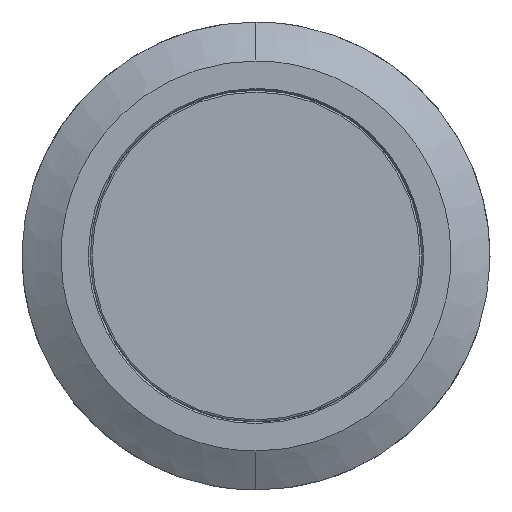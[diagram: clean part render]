
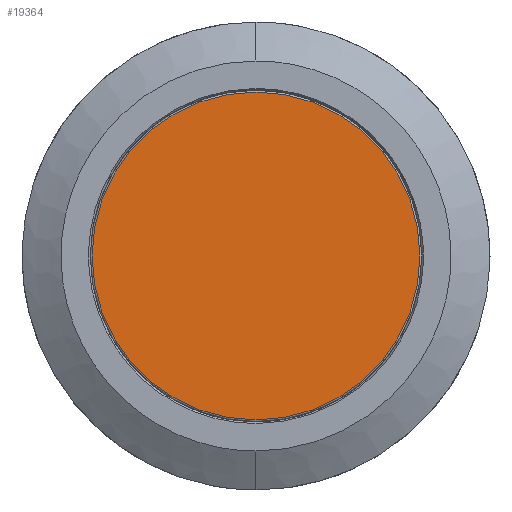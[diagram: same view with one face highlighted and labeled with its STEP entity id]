
A CAD part, left-side view. The second image highlights one B-rep face of the part: STEP entity #19364.
In plain terms, the highlighted planar face has unit normal (-1, 0, 0).
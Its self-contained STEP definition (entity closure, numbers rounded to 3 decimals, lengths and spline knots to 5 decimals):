
#148=CIRCLE('',#20368,0.24823);
#988=FACE_OUTER_BOUND('',#2015,.T.);
#2015=EDGE_LOOP('',(#14968));
#8307=VERTEX_POINT('',#32399);
#10712=EDGE_CURVE('',#8307,#8307,#148,.T.);
#14968=ORIENTED_EDGE('',*,*,#10712,.F.);
#18601=PLANE('',#20369);
#19364=ADVANCED_FACE('',(#988),#18601,.F.);
#20368=AXIS2_PLACEMENT_3D('',#32401,#22617,#22618);
#20369=AXIS2_PLACEMENT_3D('',#32402,#22619,#22620);
#22617=DIRECTION('center_axis',(1.,0.,0.));
#22618=DIRECTION('ref_axis',(0.,1.,0.));
#22619=DIRECTION('center_axis',(1.,0.,0.));
#22620=DIRECTION('ref_axis',(0.,0.,
1.));
#32399=CARTESIAN_POINT('',(-0.24409,0.,-0.24823));
#32401=CARTESIAN_POINT('Origin',(-0.24409,0.,
0.));
#32402=CARTESIAN_POINT('Origin',(-0.24409,0.,
0.));
